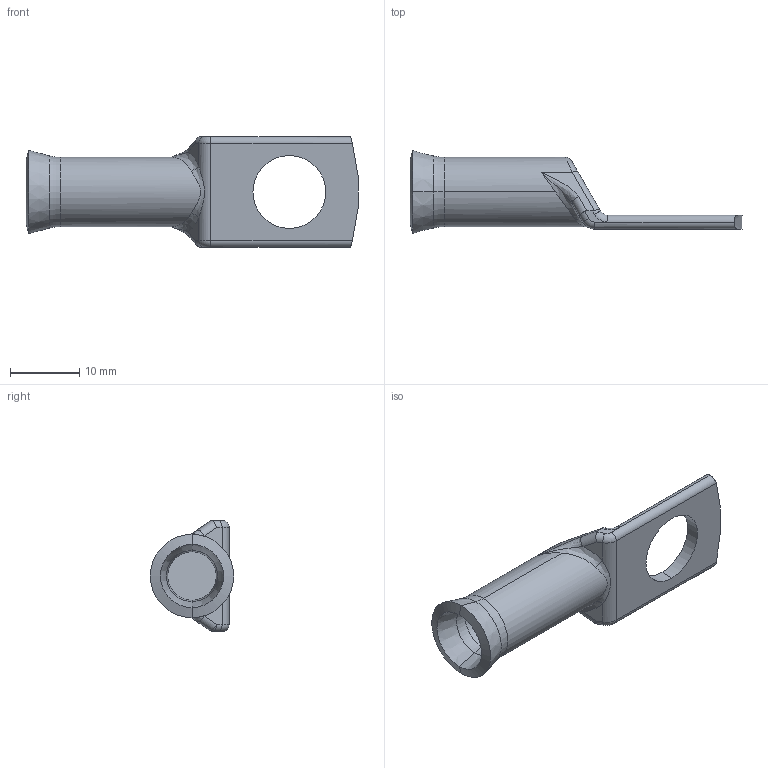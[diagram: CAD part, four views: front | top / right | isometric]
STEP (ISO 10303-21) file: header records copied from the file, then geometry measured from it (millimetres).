
FILE_DESCRIPTION (( 'STEP AP203' ), '1' );
FILE_NAME ('25 mm² DIN NORM BAKIR SKP M10.STEP', '2025-07-14T13:37:58', ( '' ), ( '' ), 'SwSTEP 2.0', 'SolidWorks 2023', '' );
FILE_SCHEMA (( 'CONFIG_CONTROL_DESIGN' ));
Length unit declared in the file: millimetre
Products named in the file (1): 25 mm² DIN NORM BAKIR SKP M10
Bounding box: 47.9 x 12 x 16 mm (x, y, z)
Volume: 1800.1 mm3; surface area: 2147.8 mm2
Topology: 1 solids, 1 shells, 55 faces, 125 edges, 70 vertices
Faces by surface type: cylinder 22, plane 10, torus 8, bspline 7, cone 6, sphere 2
Entity records: 1870 total; most frequent: CARTESIAN_POINT 634, DIRECTION 246, ORIENTED_EDGE 246, EDGE_CURVE 123, AXIS2_PLACEMENT_3D 100, VERTEX_POINT 70, EDGE_LOOP 57, FACE_OUTER_BOUND 55
